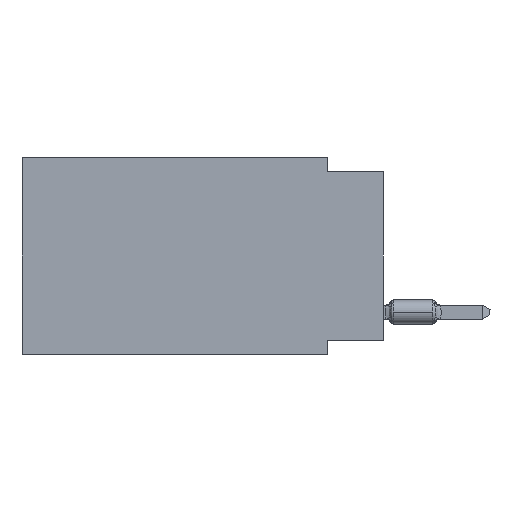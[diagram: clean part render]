
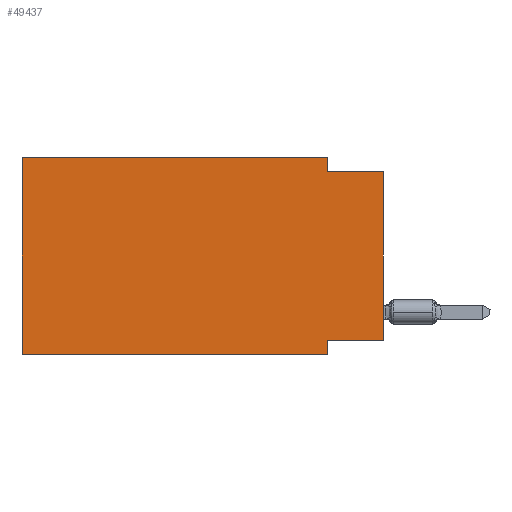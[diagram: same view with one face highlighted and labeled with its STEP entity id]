
A CAD part, left-side view. The second image highlights one B-rep face of the part: STEP entity #49437.
In plain terms, the highlighted planar face has unit normal (-1, 0, 0).
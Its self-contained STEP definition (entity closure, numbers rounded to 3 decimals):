
#806 = ORIENTED_EDGE ( 'NONE', *, *, #5543, .F. ) ;
#1015 = CARTESIAN_POINT ( 'NONE',  ( 0., 0., -8.255 ) ) ;
#1452 = VERTEX_POINT ( 'NONE', #40879 ) ;
#2248 = VECTOR ( 'NONE', #21266, 1000. ) ;
#2346 = CARTESIAN_POINT ( 'NONE',  ( 0., 0., -0.635 ) ) ;
#2436 = CARTESIAN_POINT ( 'NONE',  ( 0., 2.54, -8.89 ) ) ;
#2812 = DIRECTION ( 'NONE',  ( 0., 0., 1. ) ) ;
#4287 = CARTESIAN_POINT ( 'NONE',  ( 0., 2.54, 0. ) ) ;
#4405 = VECTOR ( 'NONE', #21428, 1000. ) ;
#5543 = EDGE_CURVE ( 'NONE', #1452, #28108, #50029, .T. ) ;
#6100 = ORIENTED_EDGE ( 'NONE', *, *, #55900, .T. ) ;
#7435 = ORIENTED_EDGE ( 'NONE', *, *, #13031, .F. ) ;
#8450 = CARTESIAN_POINT ( 'NONE',  ( 0., 2.54, -0.635 ) ) ;
#9173 = CARTESIAN_POINT ( 'NONE',  ( 0., 2.54, -8.255 ) ) ;
#9825 = DIRECTION ( 'NONE',  ( 0., 0., 1. ) ) ;
#12263 = ORIENTED_EDGE ( 'NONE', *, *, #59738, .F. ) ;
#13031 = EDGE_CURVE ( 'NONE', #28108, #45634, #49421, .T. ) ;
#16179 = CARTESIAN_POINT ( 'NONE',  ( 0., 0., -0.635 ) ) ;
#16567 = DIRECTION ( 'NONE',  ( 0., 0., -1. ) ) ;
#20682 = VERTEX_POINT ( 'NONE', #9173 ) ;
#21266 = DIRECTION ( 'NONE',  ( 0., -1., 0. ) ) ;
#21428 = DIRECTION ( 'NONE',  ( 0., 0., -1. ) ) ;
#21557 = EDGE_CURVE ( 'NONE', #29169, #34142, #34687, .T. ) ;
#23448 = FACE_OUTER_BOUND ( 'NONE', #31605, .T. ) ;
#23773 = ORIENTED_EDGE ( 'NONE', *, *, #21557, .F. ) ;
#25616 = LINE ( 'NONE', #44857, #2248 ) ;
#25724 = VERTEX_POINT ( 'NONE', #54033 ) ;
#27770 = LINE ( 'NONE', #60371, #55676 ) ;
#28108 = VERTEX_POINT ( 'NONE', #47722 ) ;
#28428 = AXIS2_PLACEMENT_3D ( 'NONE', #37392, #55423, #51988 ) ;
#29169 = VERTEX_POINT ( 'NONE', #8450 ) ;
#30836 = LINE ( 'NONE', #53834, #57250 ) ;
#31605 = EDGE_LOOP ( 'NONE', ( #6100, #23773, #53883, #7435, #806, #38235, #12263, #53748 ) ) ;
#34142 = VERTEX_POINT ( 'NONE', #16179 ) ;
#34687 = LINE ( 'NONE', #2346, #61346 ) ;
#34980 = DIRECTION ( 'NONE',  ( 0., -1., 0. ) ) ;
#36977 = LINE ( 'NONE', #47544, #52813 ) ;
#37392 = CARTESIAN_POINT ( 'NONE',  ( 0., 16.383, 0. ) ) ;
#38235 = ORIENTED_EDGE ( 'NONE', *, *, #59013, .T. ) ;
#40879 = CARTESIAN_POINT ( 'NONE',  ( 0., 16.383, -8.89 ) ) ;
#43206 = VERTEX_POINT ( 'NONE', #1015 ) ;
#44779 = DIRECTION ( 'NONE',  ( 0., -1., 0. ) ) ;
#44857 = CARTESIAN_POINT ( 'NONE',  ( 0., 16.383, -8.89 ) ) ;
#45394 = CARTESIAN_POINT ( 'NONE',  ( 0., 16.383, 0. ) ) ;
#45634 = VERTEX_POINT ( 'NONE', #4287 ) ;
#46717 = DIRECTION ( 'NONE',  ( 0., 1., 0. ) ) ;
#47456 = VECTOR ( 'NONE', #2812, 1000. ) ;
#47464 = EDGE_CURVE ( 'NONE', #43206, #20682, #27770, .T. ) ;
#47544 = CARTESIAN_POINT ( 'NONE',  ( 0., 0., 0. ) ) ;
#47722 = CARTESIAN_POINT ( 'NONE',  ( 0., 16.383, 0. ) ) ;
#49421 = LINE ( 'NONE', #53189, #57638 ) ;
#49437 = ADVANCED_FACE ( 'NONE', ( #23448 ), #50754, .F. ) ;
#49654 = LINE ( 'NONE', #2436, #4405 ) ;
#49677 = EDGE_CURVE ( 'NONE', #45634, #29169, #30836, .T. ) ;
#50029 = LINE ( 'NONE', #45394, #47456 ) ;
#50754 = PLANE ( 'NONE',  #28428 ) ;
#51988 = DIRECTION ( 'NONE',  ( 0., 0., -1. ) ) ;
#52813 = VECTOR ( 'NONE', #9825, 1000. ) ;
#53189 = CARTESIAN_POINT ( 'NONE',  ( 0., 16.383, 0. ) ) ;
#53748 = ORIENTED_EDGE ( 'NONE', *, *, #47464, .F. ) ;
#53834 = CARTESIAN_POINT ( 'NONE',  ( 0., 2.54, 0. ) ) ;
#53883 = ORIENTED_EDGE ( 'NONE', *, *, #49677, .F. ) ;
#54033 = CARTESIAN_POINT ( 'NONE',  ( 0., 2.54, -8.89 ) ) ;
#55423 = DIRECTION ( 'NONE',  ( 1., 0., 0. ) ) ;
#55676 = VECTOR ( 'NONE', #46717, 1000. ) ;
#55900 = EDGE_CURVE ( 'NONE', #43206, #34142, #36977, .T. ) ;
#57250 = VECTOR ( 'NONE', #16567, 1000. ) ;
#57638 = VECTOR ( 'NONE', #44779, 1000. ) ;
#59013 = EDGE_CURVE ( 'NONE', #1452, #25724, #25616, .T. ) ;
#59738 = EDGE_CURVE ( 'NONE', #20682, #25724, #49654, .T. ) ;
#60371 = CARTESIAN_POINT ( 'NONE',  ( 0., 0., -8.255 ) ) ;
#61346 = VECTOR ( 'NONE', #34980, 1000. ) ;
